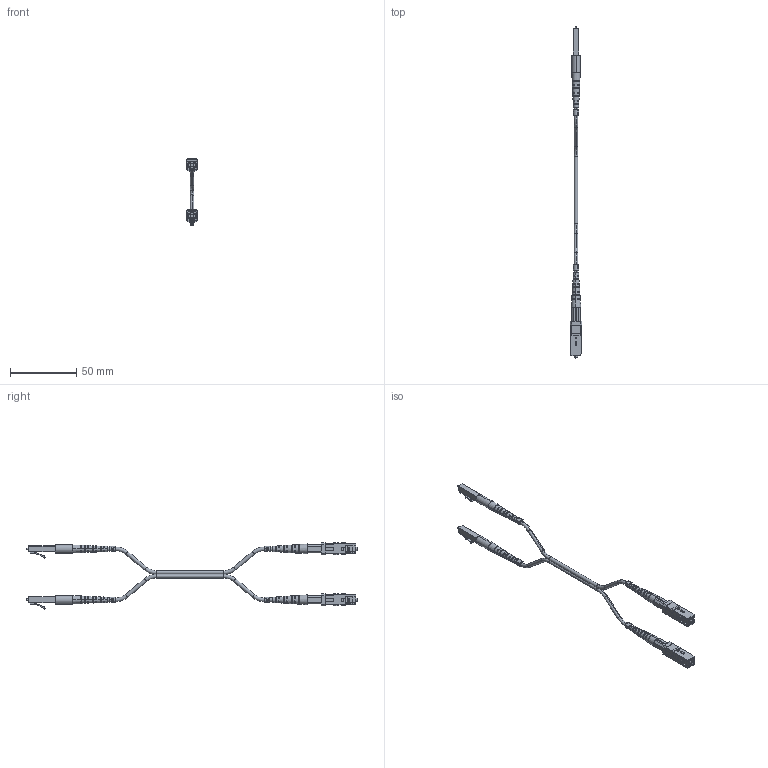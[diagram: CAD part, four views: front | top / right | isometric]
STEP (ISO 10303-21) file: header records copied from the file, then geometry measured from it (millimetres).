
FILE_DESCRIPTION (( 'STEP AP203' ), '1' );
FILE_NAME ('FODSC-LC.STEP', '2006-06-23T19:36:20', ( 'lcom' ), ( 'lcom' ), 'SwSTEP 2.0', 'SolidWorks 2006004', '' );
FILE_SCHEMA (( 'CONFIG_CONTROL_DESIGN' ));
Length unit declared in the file: inch
Products named in the file (12): FOC-101BA MA4; CONN-LC3-220-3-MA2; CONN-LC3-220-3-MA1_WITHOU BACK CLIP; FOC-101BA MA3; FODSC-LC; FOC-101BA MA2; FOC-101BA; CONN-LC3-220-3; LBL-C3P-B; FOC-101BA MA1; LBL-C3P-A; N602-INS-ZC-62PFD
Assembly tree (15 placements, depth 3):
  FODSC-LC
    CONN-LC3-220-3  x2
      CONN-LC3-220-3-MA1_WITHOU BACK CLIP
      CONN-LC3-220-3-MA2
    LBL-C3P-B  x2
    N602-INS-ZC-62PFD
    FOC-101BA  x2
      FOC-101BA MA2
      FOC-101BA MA3
      FOC-101BA MA4
      FOC-101BA MA1
    LBL-C3P-A  x2
Bounding box: 8.89 x 249.77 x 49.69 mm (x, y, z)
Volume: 7064.7 mm3; surface area: 15055 mm2
Topology: 17 solids, 17 shells, 981 faces, 2765 edges, 1786 vertices
Faces by surface type: plane 746, cylinder 137, cone 48, torus 24, bspline 18, sphere 8
Entity records: 19064 total; most frequent: CARTESIAN_POINT 4443, ORIENTED_EDGE 2836, DIRECTION 2689, EDGE_CURVE 1418, VERTEX_POINT 914, AXIS2_PLACEMENT_3D 899, VECTOR 891, LINE 891
